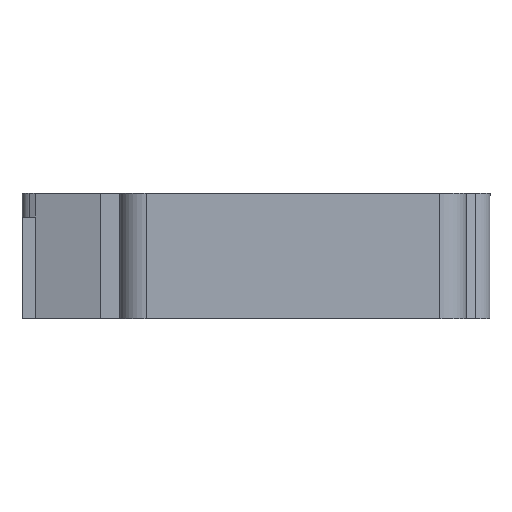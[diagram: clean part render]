
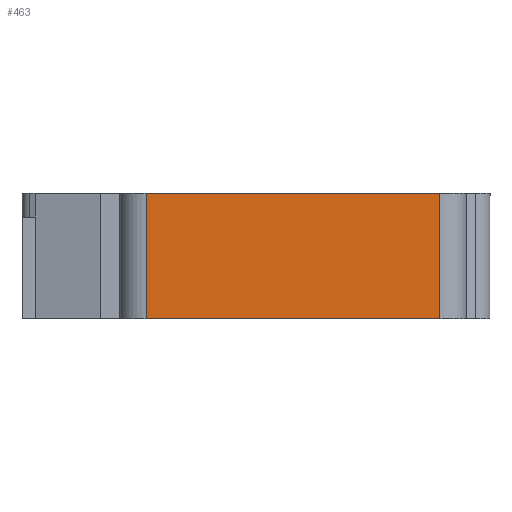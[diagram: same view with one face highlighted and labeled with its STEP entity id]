
A CAD part, front view. The second image highlights one B-rep face of the part: STEP entity #463.
In plain terms, the highlighted planar face has unit normal (0, -1, 0).
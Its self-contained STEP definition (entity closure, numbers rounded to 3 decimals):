
#463=ADVANCED_FACE('',(#1006),#779,.T.);
#779=PLANE('',#6925);
#1006=FACE_OUTER_BOUND('',#1359,.T.);
#1359=EDGE_LOOP('',(#2597,#2598,#2599,#2600));
#2597=ORIENTED_EDGE('',*,*,#4919,.F.);
#2598=ORIENTED_EDGE('',*,*,#4610,.F.);
#2599=ORIENTED_EDGE('',*,*,#4918,.F.);
#2600=ORIENTED_EDGE('',*,*,#4815,.T.);
#3958=VERTEX_POINT('',#9494);
#3959=VERTEX_POINT('',#9496);
#4113=VERTEX_POINT('',#9898);
#4114=VERTEX_POINT('',#9900);
#4610=EDGE_CURVE('',#3958,#3959,#5528,.T.);
#4815=EDGE_CURVE('',#4114,#4113,#5681,.T.);
#4918=EDGE_CURVE('',#4114,#3958,#5750,.T.);
#4919=EDGE_CURVE('',#3959,#4113,#5751,.T.);
#5528=LINE('',#9495,#6173);
#5681=LINE('',#9899,#6326);
#5750=LINE('',#10156,#6395);
#5751=LINE('',#10158,#6396);
#6173=VECTOR('',#7552,1.);
#6326=VECTOR('',#7897,1.);
#6395=VECTOR('',#8110,1.);
#6396=VECTOR('',#8113,1.);
#6925=AXIS2_PLACEMENT_3D('',#10159,#8114,#8115);
#7552=DIRECTION('',(-1.,0.,0.));
#7897=DIRECTION('',(-1.,0.,0.));
#8110=DIRECTION('',(0.,0.,-1.));
#8113=DIRECTION('',(0.,0.,1.));
#8114=DIRECTION('',(0.,-1.,0.));
#8115=DIRECTION('',(0.,0.,1.));
#9494=CARTESIAN_POINT('',(-20.745,60.094,-9.5));
#9495=CARTESIAN_POINT('',(-20.745,60.094,-9.5));
#9496=CARTESIAN_POINT('',(-42.945,60.094,-9.5));
#9898=CARTESIAN_POINT('',(-42.945,60.094,0.));
#9899=CARTESIAN_POINT('',(-51.345,60.094,0.001));
#9900=CARTESIAN_POINT('',(-20.745,60.094,0.001));
#10156=CARTESIAN_POINT('',(-20.745,60.094,0.));
#10158=CARTESIAN_POINT('',(-42.945,60.094,-9.5));
#10159=CARTESIAN_POINT('',(-42.945,60.094,-9.5));
